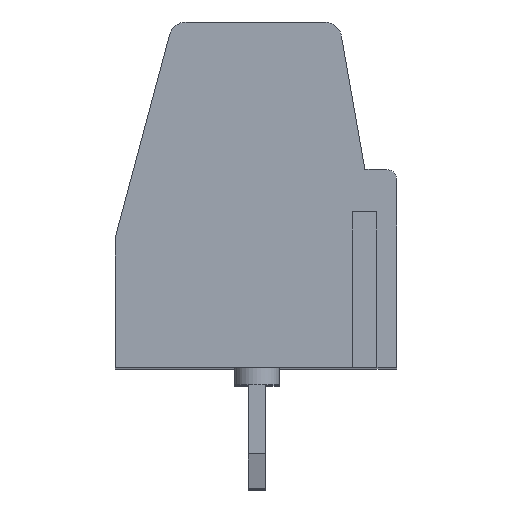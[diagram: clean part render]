
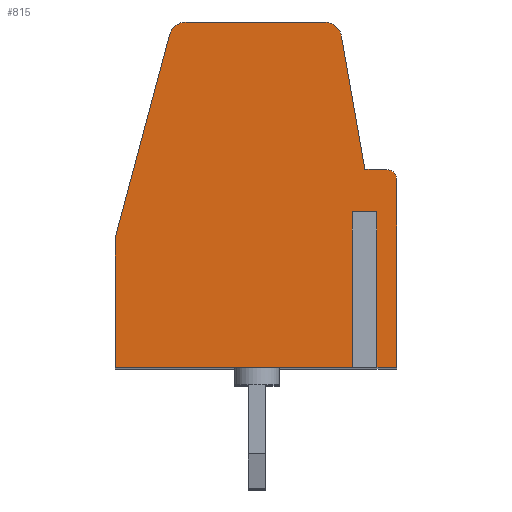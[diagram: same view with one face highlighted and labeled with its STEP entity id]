
A CAD part, top view. The second image highlights one B-rep face of the part: STEP entity #815.
In plain terms, the highlighted planar face has unit normal (0, 0, 1).
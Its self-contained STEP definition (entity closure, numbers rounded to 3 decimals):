
#815 = ADVANCED_FACE('',(#816),#933,.F.);
#816 = FACE_BOUND('',#817,.T.);
#817 = EDGE_LOOP('',(#818,#828,#836,#844,#852,#860,#868,#876,#884,#893,
    #901,#909,#918,#926));
#818 = ORIENTED_EDGE('',*,*,#819,.F.);
#819 = EDGE_CURVE('',#820,#822,#824,.T.);
#820 = VERTEX_POINT('',#821);
#821 = CARTESIAN_POINT('',(-7.577,3.749,-0.57));
#822 = VERTEX_POINT('',#823);
#823 = CARTESIAN_POINT('',(-6.001,9.629,-0.57));
#824 = LINE('',#825,#826);
#825 = CARTESIAN_POINT('',(-12.737,-15.509,-0.57));
#826 = VECTOR('',#827,1.);
#827 = DIRECTION('',(0.259,0.966,0.));
#828 = ORIENTED_EDGE('',*,*,#829,.T.);
#829 = EDGE_CURVE('',#820,#830,#832,.T.);
#830 = VERTEX_POINT('',#831);
#831 = CARTESIAN_POINT('',(-7.577,0.,-0.57));
#832 = LINE('',#833,#834);
#833 = CARTESIAN_POINT('',(-7.577,-15.509,-0.57));
#834 = VECTOR('',#835,1.);
#835 = DIRECTION('',(0.,-1.,0.));
#836 = ORIENTED_EDGE('',*,*,#837,.T.);
#837 = EDGE_CURVE('',#830,#838,#840,.T.);
#838 = VERTEX_POINT('',#839);
#839 = CARTESIAN_POINT('',(-0.564,0.,-0.57));
#840 = LINE('',#841,#842);
#841 = CARTESIAN_POINT('',(-39.331,0.,-0.57));
#842 = VECTOR('',#843,1.);
#843 = DIRECTION('',(1.,0.,0.));
#844 = ORIENTED_EDGE('',*,*,#845,.F.);
#845 = EDGE_CURVE('',#846,#838,#848,.T.);
#846 = VERTEX_POINT('',#847);
#847 = CARTESIAN_POINT('',(-0.564,4.5,-0.57));
#848 = LINE('',#849,#850);
#849 = CARTESIAN_POINT('',(-0.564,-15.509,-0.57));
#850 = VECTOR('',#851,1.);
#851 = DIRECTION('',(0.,-1.,-0.));
#852 = ORIENTED_EDGE('',*,*,#853,.T.);
#853 = EDGE_CURVE('',#846,#854,#856,.T.);
#854 = VERTEX_POINT('',#855);
#855 = CARTESIAN_POINT('',(-0.15,4.5,-0.57));
#856 = LINE('',#857,#858);
#857 = CARTESIAN_POINT('',(-39.331,4.5,-0.57));
#858 = VECTOR('',#859,1.);
#859 = DIRECTION('',(1.,0.,0.));
#860 = ORIENTED_EDGE('',*,*,#861,.F.);
#861 = EDGE_CURVE('',#862,#854,#864,.T.);
#862 = VERTEX_POINT('',#863);
#863 = CARTESIAN_POINT('',(-0.15,0.,-0.57));
#864 = LINE('',#865,#866);
#865 = CARTESIAN_POINT('',(-0.15,-15.509,-0.57));
#866 = VECTOR('',#867,1.);
#867 = DIRECTION('',(0.,1.,0.));
#868 = ORIENTED_EDGE('',*,*,#869,.T.);
#869 = EDGE_CURVE('',#862,#870,#872,.T.);
#870 = VERTEX_POINT('',#871);
#871 = CARTESIAN_POINT('',(0.573,0.,-0.57));
#872 = LINE('',#873,#874);
#873 = CARTESIAN_POINT('',(-39.331,0.,-0.57));
#874 = VECTOR('',#875,1.);
#875 = DIRECTION('',(1.,0.,0.));
#876 = ORIENTED_EDGE('',*,*,#877,.T.);
#877 = EDGE_CURVE('',#870,#878,#880,.T.);
#878 = VERTEX_POINT('',#879);
#879 = CARTESIAN_POINT('',(0.573,5.43,-0.57));
#880 = LINE('',#881,#882);
#881 = CARTESIAN_POINT('',(0.573,-15.509,-0.57));
#882 = VECTOR('',#883,1.);
#883 = DIRECTION('',(0.,1.,0.));
#884 = ORIENTED_EDGE('',*,*,#885,.F.);
#885 = EDGE_CURVE('',#886,#878,#888,.T.);
#886 = VERTEX_POINT('',#887);
#887 = CARTESIAN_POINT('',(0.273,5.73,-0.57));
#888 = CIRCLE('',#889,0.3);
#889 = AXIS2_PLACEMENT_3D('',#890,#891,#892);
#890 = CARTESIAN_POINT('',(0.273,5.43,-0.57));
#891 = DIRECTION('',(0.,0.,-1.));
#892 = DIRECTION('',(-1.,0.,0.));
#893 = ORIENTED_EDGE('',*,*,#894,.T.);
#894 = EDGE_CURVE('',#886,#895,#897,.T.);
#895 = VERTEX_POINT('',#896);
#896 = CARTESIAN_POINT('',(-0.349,5.73,-0.57));
#897 = LINE('',#898,#899);
#898 = CARTESIAN_POINT('',(-39.331,5.73,-0.57));
#899 = VECTOR('',#900,1.);
#900 = DIRECTION('',(-1.,0.,0.));
#901 = ORIENTED_EDGE('',*,*,#902,.T.);
#902 = EDGE_CURVE('',#895,#903,#905,.T.);
#903 = VERTEX_POINT('',#904);
#904 = CARTESIAN_POINT('',(-1.029,9.587,-0.57));
#905 = LINE('',#906,#907);
#906 = CARTESIAN_POINT('',(3.396,-15.509,-0.57));
#907 = VECTOR('',#908,1.);
#908 = DIRECTION('',(-0.174,0.985,0.)
  );
#909 = ORIENTED_EDGE('',*,*,#910,.F.);
#910 = EDGE_CURVE('',#911,#903,#913,.T.);
#911 = VERTEX_POINT('',#912);
#912 = CARTESIAN_POINT('',(-1.522,10.,-0.57));
#913 = CIRCLE('',#914,0.5);
#914 = AXIS2_PLACEMENT_3D('',#915,#916,#917);
#915 = CARTESIAN_POINT('',(-1.522,9.5,-0.57));
#916 = DIRECTION('',(0.,0.,-1.));
#917 = DIRECTION('',(-1.,0.,0.));
#918 = ORIENTED_EDGE('',*,*,#919,.T.);
#919 = EDGE_CURVE('',#911,#920,#922,.T.);
#920 = VERTEX_POINT('',#921);
#921 = CARTESIAN_POINT('',(-5.518,10.,-0.57));
#922 = LINE('',#923,#924);
#923 = CARTESIAN_POINT('',(-39.331,10.,-0.57));
#924 = VECTOR('',#925,1.);
#925 = DIRECTION('',(-1.,0.,0.));
#926 = ORIENTED_EDGE('',*,*,#927,.F.);
#927 = EDGE_CURVE('',#822,#920,#928,.T.);
#928 = CIRCLE('',#929,0.5);
#929 = AXIS2_PLACEMENT_3D('',#930,#931,#932);
#930 = CARTESIAN_POINT('',(-5.518,9.5,-0.57));
#931 = DIRECTION('',(0.,0.,-1.));
#932 = DIRECTION('',(-1.,0.,0.));
#933 = PLANE('',#934);
#934 = AXIS2_PLACEMENT_3D('',#935,#936,#937);
#935 = CARTESIAN_POINT('',(-39.331,-15.509,-0.57));
#936 = DIRECTION('',(0.,0.,-1.));
#937 = DIRECTION('',(-1.,0.,0.));
